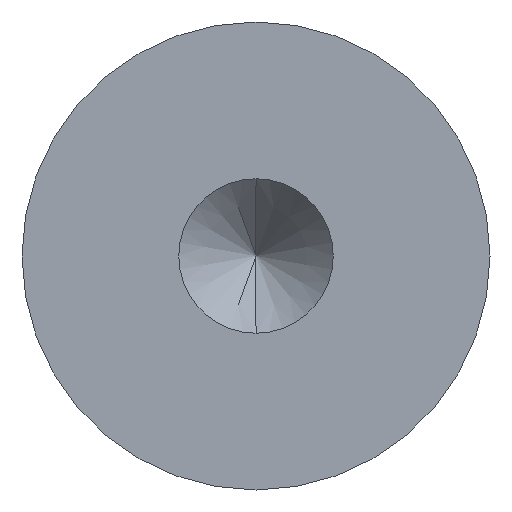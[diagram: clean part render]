
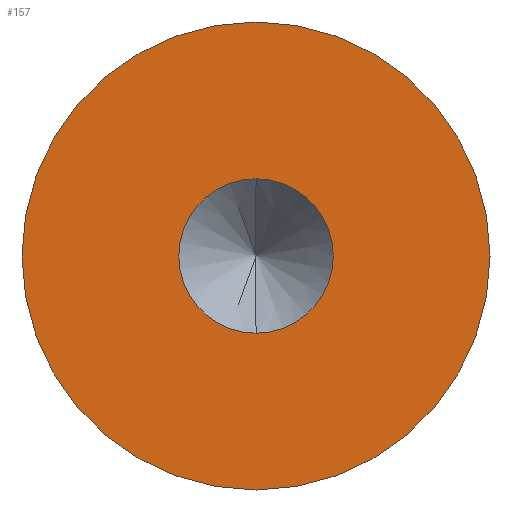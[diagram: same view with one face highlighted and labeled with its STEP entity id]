
A CAD part, front view. The second image highlights one B-rep face of the part: STEP entity #157.
In plain terms, the highlighted planar face has unit normal (0, -1, 0).
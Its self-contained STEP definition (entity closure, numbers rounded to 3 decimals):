
#10 = EDGE_LOOP ( 'NONE', ( #88, #181 ) ) ;
#12 = CARTESIAN_POINT ( 'NONE',  ( 0., -5., 0. ) ) ;
#16 = DIRECTION ( 'NONE',  ( 0., 0., -1. ) ) ;
#34 = DIRECTION ( 'NONE',  ( 0., 0., -1. ) ) ;
#37 = DIRECTION ( 'NONE',  ( 0., 0., -1. ) ) ;
#58 = AXIS2_PLACEMENT_3D ( 'NONE', #248, #172, #37 ) ;
#68 = PLANE ( 'NONE',  #183 ) ;
#75 = AXIS2_PLACEMENT_3D ( 'NONE', #281, #230, #16 ) ;
#88 = ORIENTED_EDGE ( 'NONE', *, *, #133, .F. ) ;
#94 = CARTESIAN_POINT ( 'NONE',  ( 0., -5., 0. ) ) ;
#104 = CIRCLE ( 'NONE', #75, 5. ) ;
#114 = ORIENTED_EDGE ( 'NONE', *, *, #203, .T. ) ;
#127 = EDGE_CURVE ( 'NONE', #254, #289, #313, .T. ) ;
#133 = EDGE_CURVE ( 'NONE', #289, #254, #307, .T. ) ;
#146 = EDGE_CURVE ( 'NONE', #168, #195, #266, .T. ) ;
#157 = ADVANCED_FACE ( 'NONE', ( #209, #193 ), #68, .T. ) ;
#168 = VERTEX_POINT ( 'NONE', #226 ) ;
#169 = CARTESIAN_POINT ( 'NONE',  ( 0., -5., 0. ) ) ;
#170 = DIRECTION ( 'NONE',  ( 0., -1., 0. ) ) ;
#171 = AXIS2_PLACEMENT_3D ( 'NONE', #12, #170, #199 ) ;
#172 = DIRECTION ( 'NONE',  ( 0., -1., 0. ) ) ;
#181 = ORIENTED_EDGE ( 'NONE', *, *, #127, .F. ) ;
#182 = CARTESIAN_POINT ( 'NONE',  ( 0., -5., -1.65 ) ) ;
#183 = AXIS2_PLACEMENT_3D ( 'NONE', #169, #246, #223 ) ;
#193 = FACE_OUTER_BOUND ( 'NONE', #234, .T. ) ;
#195 = VERTEX_POINT ( 'NONE', #319 ) ;
#199 = DIRECTION ( 'NONE',  ( 0., 0., -1. ) ) ;
#203 = EDGE_CURVE ( 'NONE', #195, #168, #104, .T. ) ;
#209 = FACE_BOUND ( 'NONE', #10, .T. ) ;
#223 = DIRECTION ( 'NONE',  ( 0., 0., -1. ) ) ;
#226 = CARTESIAN_POINT ( 'NONE',  ( 0., -5., 5. ) ) ;
#230 = DIRECTION ( 'NONE',  ( 0., -1., 0. ) ) ;
#234 = EDGE_LOOP ( 'NONE', ( #114, #297 ) ) ;
#246 = DIRECTION ( 'NONE',  ( 0., -1., 0. ) ) ;
#248 = CARTESIAN_POINT ( 'NONE',  ( 0., -5., 0. ) ) ;
#254 = VERTEX_POINT ( 'NONE', #296 ) ;
#256 = AXIS2_PLACEMENT_3D ( 'NONE', #94, #312, #34 ) ;
#266 = CIRCLE ( 'NONE', #58, 5. ) ;
#281 = CARTESIAN_POINT ( 'NONE',  ( 0., -5., 0. ) ) ;
#289 = VERTEX_POINT ( 'NONE', #182 ) ;
#296 = CARTESIAN_POINT ( 'NONE',  ( 0., -5., 1.65 ) ) ;
#297 = ORIENTED_EDGE ( 'NONE', *, *, #146, .T. ) ;
#307 = CIRCLE ( 'NONE', #256, 1.65 ) ;
#312 = DIRECTION ( 'NONE',  ( 0., -1., 0. ) ) ;
#313 = CIRCLE ( 'NONE', #171, 1.65 ) ;
#319 = CARTESIAN_POINT ( 'NONE',  ( 0., -5., -5. ) ) ;
